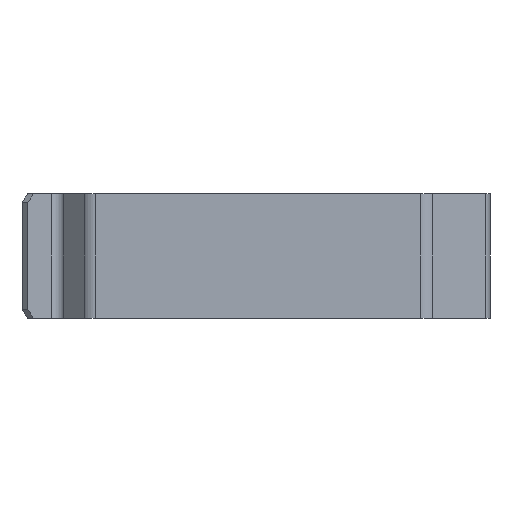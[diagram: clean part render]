
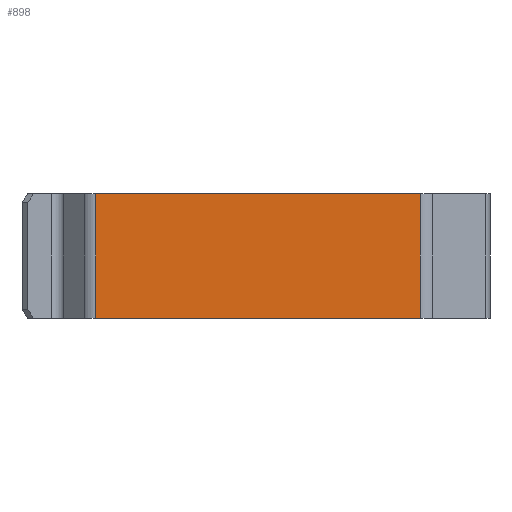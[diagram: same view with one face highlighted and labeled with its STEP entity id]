
A CAD part, left-side view. The second image highlights one B-rep face of the part: STEP entity #898.
In plain terms, the highlighted planar face has unit normal (-1, 0, 0).
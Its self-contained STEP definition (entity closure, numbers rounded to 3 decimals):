
#475=CARTESIAN_POINT('',(-60.833,-13.763,0.0));
#476=VERTEX_POINT('',#475);
#484=CARTESIAN_POINT('',(-60.833,64.58,0.0));
#485=VERTEX_POINT('',#484);
#486=CARTESIAN_POINT('',(-60.833,64.58,0.0));
#487=DIRECTION('',(0.0,-1.0,0.0));
#488=VECTOR('',#487,78.343);
#489=LINE('',#486,#488);
#490=EDGE_CURVE('',#485,#476,#489,.T.);
#717=CARTESIAN_POINT('',(-60.833,64.58,30.0));
#718=VERTEX_POINT('',#717);
#719=CARTESIAN_POINT('',(-60.833,64.58,30.0));
#720=DIRECTION('',(0.0,0.0,-1.0));
#721=VECTOR('',#720,30.0);
#722=LINE('',#719,#721);
#723=EDGE_CURVE('',#718,#485,#722,.T.);
#806=CARTESIAN_POINT('',(-60.833,-13.763,30.0));
#807=VERTEX_POINT('',#806);
#808=CARTESIAN_POINT('',(-60.833,-13.763,0.0));
#809=DIRECTION('',(0.0,0.0,1.0));
#810=VECTOR('',#809,30.0);
#811=LINE('',#808,#810);
#812=EDGE_CURVE('',#476,#807,#811,.T.);
#882=CARTESIAN_POINT('',(-60.833,-15.42,0.0));
#883=DIRECTION('',(-1.0,0.0,0.0));
#884=DIRECTION('',(0.0,0.0,1.0));
#885=AXIS2_PLACEMENT_3D('',#882,#883,#884);
#886=PLANE('',#885);
#887=ORIENTED_EDGE('',*,*,#723,.T.);
#888=ORIENTED_EDGE('',*,*,#490,.T.);
#889=ORIENTED_EDGE('',*,*,#812,.T.);
#890=CARTESIAN_POINT('',(-60.833,-13.763,30.0));
#891=DIRECTION('',(0.0,1.0,0.0));
#892=VECTOR('',#891,78.343);
#893=LINE('',#890,#892);
#894=EDGE_CURVE('',#807,#718,#893,.T.);
#895=ORIENTED_EDGE('',*,*,#894,.T.);
#896=EDGE_LOOP('',(#887,#888,#889,#895));
#897=FACE_OUTER_BOUND('',#896,.T.);
#898=ADVANCED_FACE('',(#897),#886,.T.);
